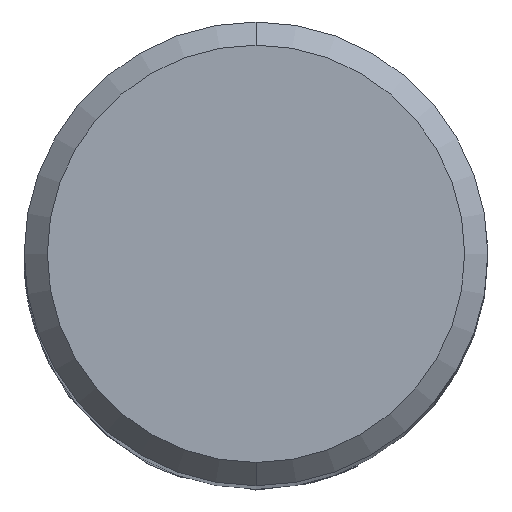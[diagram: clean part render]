
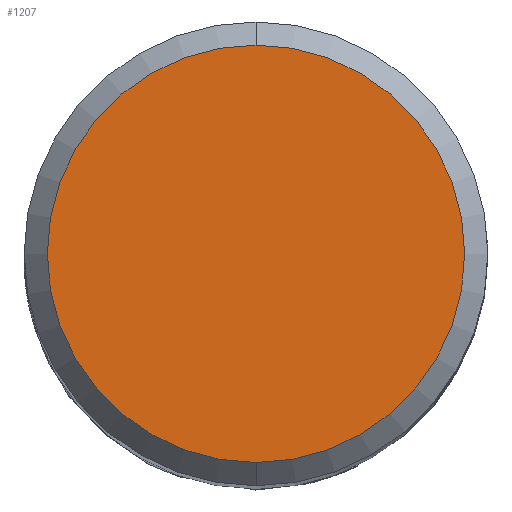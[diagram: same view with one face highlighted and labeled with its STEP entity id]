
A CAD part, top view. The second image highlights one B-rep face of the part: STEP entity #1207.
In plain terms, the highlighted planar face has unit normal (0, 0, 1).
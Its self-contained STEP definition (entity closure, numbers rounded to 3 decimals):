
#633=VERTEX_POINT('',#1502);
#781=EDGE_CURVE('',#811,#633,#1664,.T.);
#811=VERTEX_POINT('',#1696);
#1135=EDGE_CURVE('',#633,#811,#2048,.T.);
#1207=ADVANCED_FACE('',(#2126),#2127,.T.);
#1502=CARTESIAN_POINT('',(0.0,4.5,0.0));
#1664=CIRCLE('',#4342,4.5);
#1696=CARTESIAN_POINT('',(0.,-4.5,0.0));
#2048=CIRCLE('',#6064,4.5);
#2126=FACE_OUTER_BOUND('',#6427,.T.);
#2127=PLANE('',#6428);
#4342=AXIS2_PLACEMENT_3D('',#7474,#7475,#7476);
#6064=AXIS2_PLACEMENT_3D('',#7842,#7843,#7844);
#6427=EDGE_LOOP('',(#7915,#7916));
#6428=AXIS2_PLACEMENT_3D('',#7917,#7918,#7919);
#7474=CARTESIAN_POINT('',(0.0,0.0,0.0));
#7475=DIRECTION('',(0.0,0.0,-1.0));
#7476=DIRECTION('',(0.0,1.0,0.0));
#7842=CARTESIAN_POINT('',(0.0,0.0,0.0));
#7843=DIRECTION('',(0.0,0.0,-1.0));
#7844=DIRECTION('',(0.0,1.0,0.0));
#7915=ORIENTED_EDGE('',*,*,#1135,.F.);
#7916=ORIENTED_EDGE('',*,*,#781,.F.);
#7917=CARTESIAN_POINT('',(0.0,2.25,0.0));
#7918=DIRECTION('',(-0.0,0.0,1.0));
#7919=DIRECTION('',(0.0,-1.0,0.0));
